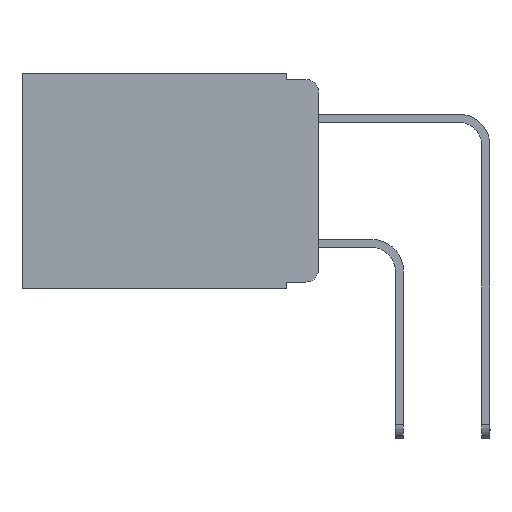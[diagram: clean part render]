
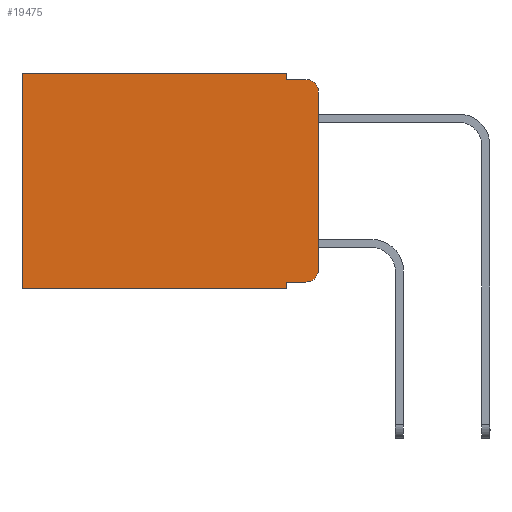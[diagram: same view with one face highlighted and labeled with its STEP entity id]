
A CAD part, left-side view. The second image highlights one B-rep face of the part: STEP entity #19475.
In plain terms, the highlighted planar face has unit normal (-1, 0, 0).
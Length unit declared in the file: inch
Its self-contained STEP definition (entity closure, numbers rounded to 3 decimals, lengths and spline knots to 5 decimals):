
#31 = CIRCLE ( 'NONE', #23265, 0.02 ) ;
#821 = DIRECTION ( 'NONE',  ( 0., 0., -1. ) ) ;
#1056 = EDGE_LOOP ( 'NONE', ( #20230, #16139, #23167, #8559, #16129, #13161, #4869, #4547, #6849, #7928 ) ) ;
#1522 = EDGE_CURVE ( 'NONE', #10430, #3377, #8304, .T. ) ;
#1554 = LINE ( 'NONE', #19000, #15241 ) ;
#1801 = CARTESIAN_POINT ( 'NONE',  ( 0.298, 0.051, 0. ) ) ;
#2085 = DIRECTION ( 'NONE',  ( 0., 0., -1. ) ) ;
#2256 = VECTOR ( 'NONE', #4301, 39.37008 ) ;
#2284 = EDGE_CURVE ( 'NONE', #24198, #12984, #20128, .T. ) ;
#2387 = VERTEX_POINT ( 'NONE', #13414 ) ;
#2608 = VERTEX_POINT ( 'NONE', #14292 ) ;
#2632 = CARTESIAN_POINT ( 'NONE',  ( 0.298, 0.473, -0.343 ) ) ;
#3377 = VERTEX_POINT ( 'NONE', #13355 ) ;
#3380 = EDGE_CURVE ( 'NONE', #4555, #2387, #1554, .T. ) ;
#4004 = EDGE_CURVE ( 'NONE', #16361, #12072, #31, .T. ) ;
#4301 = DIRECTION ( 'NONE',  ( 0., -1., 0. ) ) ;
#4345 = LINE ( 'NONE', #9847, #21141 ) ;
#4420 = VECTOR ( 'NONE', #18129, 39.37008 ) ;
#4547 = ORIENTED_EDGE ( 'NONE', *, *, #14351, .F. ) ;
#4555 = VERTEX_POINT ( 'NONE', #4850 ) ;
#4850 = CARTESIAN_POINT ( 'NONE',  ( 0.298, 0.051, 0. ) ) ;
#4869 = ORIENTED_EDGE ( 'NONE', *, *, #2284, .F. ) ;
#5326 = DIRECTION ( 'NONE',  ( 0., 0., -1. ) ) ;
#5460 = DIRECTION ( 'NONE',  ( 0., 0., -1. ) ) ;
#6438 = CARTESIAN_POINT ( 'NONE',  ( 0.298, 0., -0.03 ) ) ;
#6849 = ORIENTED_EDGE ( 'NONE', *, *, #17300, .T. ) ;
#7371 = CARTESIAN_POINT ( 'NONE',  ( 0.298, 0., 0. ) ) ;
#7928 = ORIENTED_EDGE ( 'NONE', *, *, #1522, .T. ) ;
#8304 = CIRCLE ( 'NONE', #11500, 0.02 ) ;
#8559 = ORIENTED_EDGE ( 'NONE', *, *, #3380, .F. ) ;
#8684 = CARTESIAN_POINT ( 'NONE',  ( 0.298, 0., -0.343 ) ) ;
#9336 = DIRECTION ( 'NONE',  ( 0., 0., -1. ) ) ;
#9554 = DIRECTION ( 'NONE',  ( 0., -1., 0. ) ) ;
#9847 = CARTESIAN_POINT ( 'NONE',  ( 0.298, 0., 0. ) ) ;
#9951 = DIRECTION ( 'NONE',  ( 0., 1., 0. ) ) ;
#10059 = DIRECTION ( 'NONE',  ( -1., 0., 0. ) ) ;
#10430 = VERTEX_POINT ( 'NONE', #22286 ) ;
#10636 = EDGE_CURVE ( 'NONE', #16361, #3377, #4345, .T. ) ;
#10984 = LINE ( 'NONE', #1801, #11342 ) ;
#11342 = VECTOR ( 'NONE', #9336, 39.37008 ) ;
#11383 = PLANE ( 'NONE',  #20384 ) ;
#11500 = AXIS2_PLACEMENT_3D ( 'NONE', #17287, #15009, #5460 ) ;
#11505 = FACE_OUTER_BOUND ( 'NONE', #1056, .T. ) ;
#12072 = VERTEX_POINT ( 'NONE', #14629 ) ;
#12984 = VERTEX_POINT ( 'NONE', #2632 ) ;
#13161 = ORIENTED_EDGE ( 'NONE', *, *, #21508, .T. ) ;
#13355 = CARTESIAN_POINT ( 'NONE',  ( 0.298, 0., -0.313 ) ) ;
#13414 = CARTESIAN_POINT ( 'NONE',  ( 0.298, 0.051, -0.01 ) ) ;
#14003 = VECTOR ( 'NONE', #9951, 39.37008 ) ;
#14292 = CARTESIAN_POINT ( 'NONE',  ( 0.298, 0.473, 0. ) ) ;
#14351 = EDGE_CURVE ( 'NONE', #20317, #24198, #10984, .T. ) ;
#14396 = CARTESIAN_POINT ( 'NONE',  ( 0.298, 0.473, 0. ) ) ;
#14629 = CARTESIAN_POINT ( 'NONE',  ( 0.298, 0.02, -0.01 ) ) ;
#15009 = DIRECTION ( 'NONE',  ( -1., 0., 0. ) ) ;
#15034 = DIRECTION ( 'NONE',  ( 0., 0., -1. ) ) ;
#15241 = VECTOR ( 'NONE', #5326, 39.37008 ) ;
#16129 = ORIENTED_EDGE ( 'NONE', *, *, #19870, .T. ) ;
#16139 = ORIENTED_EDGE ( 'NONE', *, *, #4004, .T. ) ;
#16318 = EDGE_CURVE ( 'NONE', #2387, #12072, #21629, .T. ) ;
#16361 = VERTEX_POINT ( 'NONE', #6438 ) ;
#17246 = CARTESIAN_POINT ( 'NONE',  ( 0.298, 0., 0. ) ) ;
#17287 = CARTESIAN_POINT ( 'NONE',  ( 0.298, 0.02, -0.313 ) ) ;
#17300 = EDGE_CURVE ( 'NONE', #20317, #10430, #21373, .T. ) ;
#17560 = VECTOR ( 'NONE', #9554, 39.37008 ) ;
#17731 = DIRECTION ( 'NONE',  ( 0., 0., -1. ) ) ;
#18129 = DIRECTION ( 'NONE',  ( 0., 1., 0. ) ) ;
#18159 = LINE ( 'NONE', #14396, #22661 ) ;
#18933 = DIRECTION ( 'NONE',  ( 1., 0., 0. ) ) ;
#19000 = CARTESIAN_POINT ( 'NONE',  ( 0.298, 0.051, 0. ) ) ;
#19220 = CARTESIAN_POINT ( 'NONE',  ( 0.298, 0.051, -0.333 ) ) ;
#19475 = ADVANCED_FACE ( 'NONE', ( #11505 ), #11383, .F. ) ;
#19609 = CARTESIAN_POINT ( 'NONE',  ( 0.298, 0.02, -0.03 ) ) ;
#19870 = EDGE_CURVE ( 'NONE', #4555, #2608, #22871, .T. ) ;
#20128 = LINE ( 'NONE', #8684, #4420 ) ;
#20230 = ORIENTED_EDGE ( 'NONE', *, *, #10636, .F. ) ;
#20317 = VERTEX_POINT ( 'NONE', #19220 ) ;
#20384 = AXIS2_PLACEMENT_3D ( 'NONE', #7371, #18933, #15034 ) ;
#21141 = VECTOR ( 'NONE', #2085, 39.37008 ) ;
#21251 = CARTESIAN_POINT ( 'NONE',  ( 0.298, 0.051, -0.333 ) ) ;
#21373 = LINE ( 'NONE', #21251, #17560 ) ;
#21492 = CARTESIAN_POINT ( 'NONE',  ( 0.298, 0.051, -0.01 ) ) ;
#21508 = EDGE_CURVE ( 'NONE', #2608, #12984, #18159, .T. ) ;
#21629 = LINE ( 'NONE', #21492, #2256 ) ;
#22164 = CARTESIAN_POINT ( 'NONE',  ( 0.298, 0.051, -0.343 ) ) ;
#22286 = CARTESIAN_POINT ( 'NONE',  ( 0.298, 0.02, -0.333 ) ) ;
#22661 = VECTOR ( 'NONE', #821, 39.37008 ) ;
#22871 = LINE ( 'NONE', #17246, #14003 ) ;
#23167 = ORIENTED_EDGE ( 'NONE', *, *, #16318, .F. ) ;
#23265 = AXIS2_PLACEMENT_3D ( 'NONE', #19609, #10059, #17731 ) ;
#24198 = VERTEX_POINT ( 'NONE', #22164 ) ;
